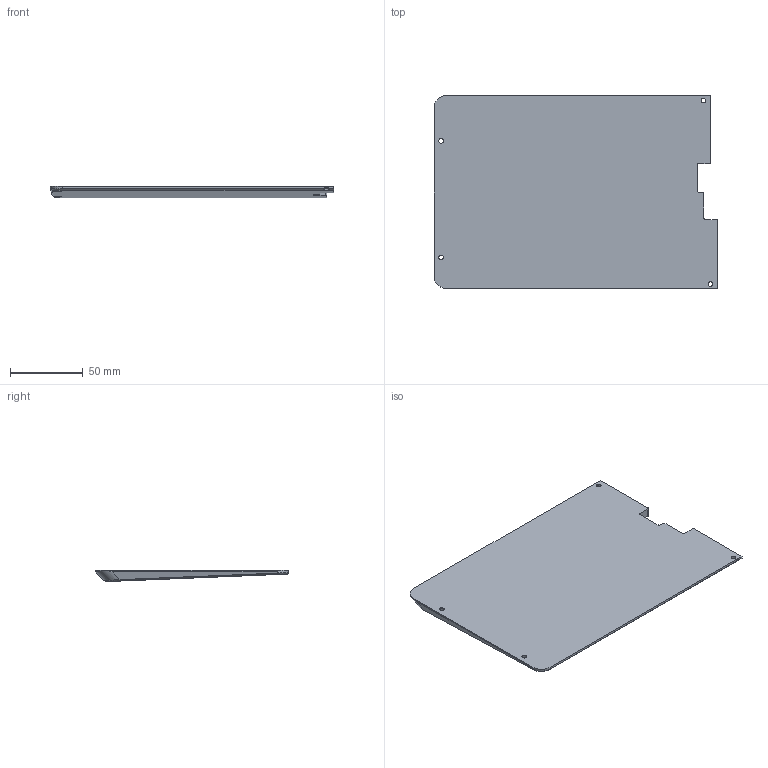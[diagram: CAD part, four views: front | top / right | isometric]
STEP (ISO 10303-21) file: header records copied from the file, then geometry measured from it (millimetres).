
FILE_DESCRIPTION(/* description */ (''),/* implementation_level */ '2;1');
FILE_NAME(/* name */ 'base_left.step',/* time_stamp */ '2022-07-22T21:16:14+02:00',/* author */ (''),/* organization */ (''),/* preprocessor_version */ 'ST-DEVELOPER v19',/* originating_system */ 'Autodesk Translation Framework v11.7.0.108',/* authorisation */ '');
FILE_SCHEMA (('AUTOMOTIVE_DESIGN { 1 0 10303 214 3 1 1 }'));
Length unit declared in the file: millimetre
Products named in the file (1): Left Bottom Case
Bounding box: 194.86 x 132.66 x 7.68 mm (x, y, z)
Volume: 126051.1 mm3; surface area: 52789.8 mm2
Topology: 1 solids, 1 shells, 42 faces, 114 edges, 75 vertices
Faces by surface type: plane 21, cylinder 13, cone 4, bspline 4
Full cylindrical faces by diameter (mm): 6 x4
Entity records: 1497 total; most frequent: CARTESIAN_POINT 374, ORIENTED_EDGE 228, DIRECTION 220, EDGE_CURVE 114, AXIS2_PLACEMENT_3D 78, VERTEX_POINT 75, LINE 64, VECTOR 64
